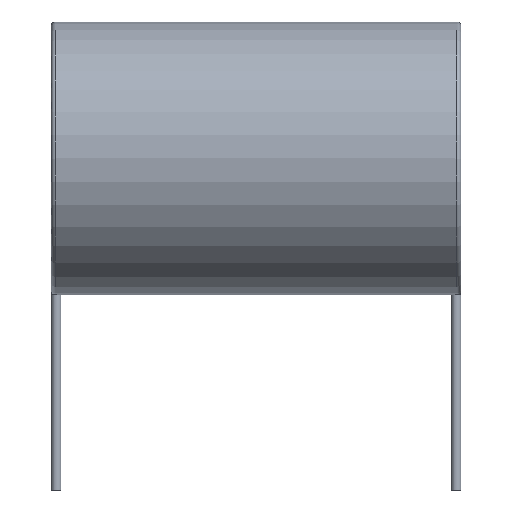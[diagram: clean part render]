
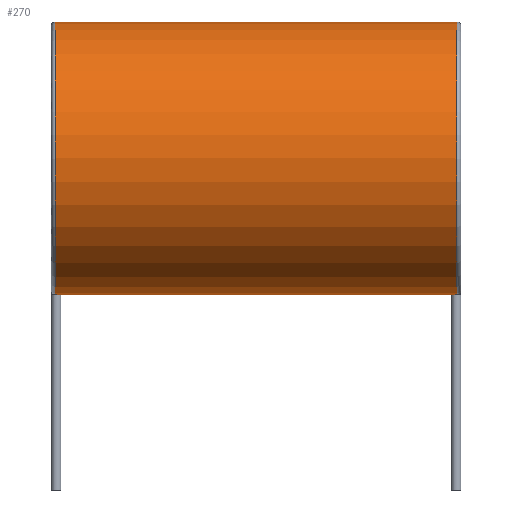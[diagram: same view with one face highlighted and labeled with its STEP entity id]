
A CAD part, front view. The second image highlights one B-rep face of the part: STEP entity #270.
In plain terms, the highlighted cylindrical face has radius 7 mm (diameter 14 mm), a partial arc.
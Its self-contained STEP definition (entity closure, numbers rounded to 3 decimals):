
#3 = DIRECTION ( 'NONE',  ( 0., 0., -1. ) ) ;
#6 = DIRECTION ( 'NONE',  ( -1., 0., 0. ) ) ;
#7 = CARTESIAN_POINT ( 'NONE',  ( 20.8, 0., 0. ) ) ;
#24 = CYLINDRICAL_SURFACE ( 'NONE', #93, 7. ) ;
#70 = FACE_OUTER_BOUND ( 'NONE', #388, .T. ) ;
#72 = CIRCLE ( 'NONE', #220, 7. ) ;
#93 = AXIS2_PLACEMENT_3D ( 'NONE', #278, #308, #246 ) ;
#118 = VECTOR ( 'NONE', #381, 1000. ) ;
#121 = VECTOR ( 'NONE', #420, 1000. ) ;
#126 = LINE ( 'NONE', #415, #118 ) ;
#140 = LINE ( 'NONE', #397, #121 ) ;
#202 = EDGE_CURVE ( 'NONE', #457, #545, #140, .T. ) ;
#208 = EDGE_CURVE ( 'NONE', #575, #463, #126, .T. ) ;
#220 = AXIS2_PLACEMENT_3D ( 'NONE', #301, #296, #295 ) ;
#244 = AXIS2_PLACEMENT_3D ( 'NONE', #7, #6, #3 ) ;
#246 = DIRECTION ( 'NONE',  ( 0., 0., 1. ) ) ;
#247 = EDGE_CURVE ( 'NONE', #545, #463, #72, .T. ) ;
#270 = ADVANCED_FACE ( 'NONE', ( #70 ), #24, .T. ) ;
#278 = CARTESIAN_POINT ( 'NONE',  ( 21., 0., 0. ) ) ;
#295 = DIRECTION ( 'NONE',  ( 0., 0., -1. ) ) ;
#296 = DIRECTION ( 'NONE',  ( 1., 0., 0. ) ) ;
#301 = CARTESIAN_POINT ( 'NONE',  ( 0.2, 0., 0. ) ) ;
#308 = DIRECTION ( 'NONE',  ( -1., 0., 0. ) ) ;
#353 = CIRCLE ( 'NONE', #244, 7. ) ;
#355 = CARTESIAN_POINT ( 'NONE',  ( 0.2, 0., -7. ) ) ;
#375 = ORIENTED_EDGE ( 'NONE', *, *, #400, .T. ) ;
#381 = DIRECTION ( 'NONE',  ( -1., 0., 0. ) ) ;
#388 = EDGE_LOOP ( 'NONE', ( #475, #375, #630, #516 ) ) ;
#397 = CARTESIAN_POINT ( 'NONE',  ( 21., 0., 7. ) ) ;
#400 = EDGE_CURVE ( 'NONE', #575, #457, #353, .T. ) ;
#415 = CARTESIAN_POINT ( 'NONE',  ( 21., 0., -7. ) ) ;
#420 = DIRECTION ( 'NONE',  ( -1., 0., 0. ) ) ;
#442 = CARTESIAN_POINT ( 'NONE',  ( 20.8, 0., 7. ) ) ;
#457 = VERTEX_POINT ( 'NONE', #442 ) ;
#463 = VERTEX_POINT ( 'NONE', #355 ) ;
#475 = ORIENTED_EDGE ( 'NONE', *, *, #208, .F. ) ;
#516 = ORIENTED_EDGE ( 'NONE', *, *, #247, .T. ) ;
#545 = VERTEX_POINT ( 'NONE', #644 ) ;
#575 = VERTEX_POINT ( 'NONE', #587 ) ;
#587 = CARTESIAN_POINT ( 'NONE',  ( 20.8, 0., -7. ) ) ;
#630 = ORIENTED_EDGE ( 'NONE', *, *, #202, .T. ) ;
#644 = CARTESIAN_POINT ( 'NONE',  ( 0.2, 0., 7. ) ) ;
